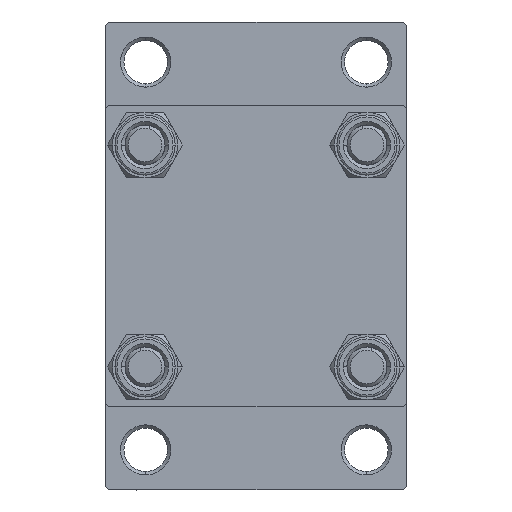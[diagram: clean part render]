
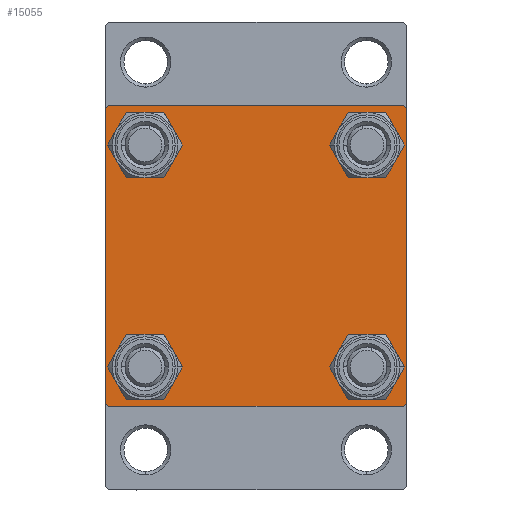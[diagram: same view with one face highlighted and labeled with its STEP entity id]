
A CAD part, left-side view. The second image highlights one B-rep face of the part: STEP entity #15055.
In plain terms, the highlighted planar face has unit normal (-1, 0, 0).
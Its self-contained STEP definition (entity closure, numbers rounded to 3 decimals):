
#164 = CIRCLE ( 'NONE', #27570, 3.5 ) ;
#491 = CIRCLE ( 'NONE', #13431, 3.5 ) ;
#909 = FACE_BOUND ( 'NONE', #7882, .T. ) ;
#1145 = FACE_BOUND ( 'NONE', #10253, .T. ) ;
#1907 = VECTOR ( 'NONE', #29038, 1000. ) ;
#2662 = VERTEX_POINT ( 'NONE', #18904 ) ;
#3086 = LINE ( 'NONE', #28124, #34713 ) ;
#3303 = DIRECTION ( 'NONE',  ( 0., 0., 1. ) ) ;
#3685 = DIRECTION ( 'NONE',  ( 1., 0., 0. ) ) ;
#4013 = AXIS2_PLACEMENT_3D ( 'NONE', #36899, #22813, #8532 ) ;
#4157 = CARTESIAN_POINT ( 'NONE',  ( 0., -22.5, 22. ) ) ;
#4303 = CARTESIAN_POINT ( 'NONE',  ( 0., 16.6, 16.6 ) ) ;
#5003 = CIRCLE ( 'NONE', #20977, 3.5 ) ;
#5746 = VECTOR ( 'NONE', #38815, 1000. ) ;
#7276 = LINE ( 'NONE', #36381, #20993 ) ;
#7291 = ORIENTED_EDGE ( 'NONE', *, *, #19323, .T. ) ;
#7882 = EDGE_LOOP ( 'NONE', ( #19520, #27209 ) ) ;
#8299 = FACE_BOUND ( 'NONE', #37453, .T. ) ;
#8532 = DIRECTION ( 'NONE',  ( 0., 0., 1. ) ) ;
#8915 = VERTEX_POINT ( 'NONE', #45988 ) ;
#9033 = ORIENTED_EDGE ( 'NONE', *, *, #10826, .F. ) ;
#9589 = CARTESIAN_POINT ( 'NONE',  ( 0., -16.6, -16.6 ) ) ;
#9730 = CARTESIAN_POINT ( 'NONE',  ( 0., 16.6, -16.6 ) ) ;
#9741 = ORIENTED_EDGE ( 'NONE', *, *, #23191, .T. ) ;
#10253 = EDGE_LOOP ( 'NONE', ( #30455, #15189 ) ) ;
#10693 = ORIENTED_EDGE ( 'NONE', *, *, #16534, .T. ) ;
#10815 = CARTESIAN_POINT ( 'NONE',  ( 0., 16.6, -16.6 ) ) ;
#10826 = EDGE_CURVE ( 'NONE', #43069, #45840, #22909, .T. ) ;
#11489 = ORIENTED_EDGE ( 'NONE', *, *, #40795, .T. ) ;
#11871 = LINE ( 'NONE', #32844, #1907 ) ;
#12910 = LINE ( 'NONE', #19584, #31698 ) ;
#12999 = DIRECTION ( 'NONE',  ( 1., 0., 0. ) ) ;
#13330 = DIRECTION ( 'NONE',  ( 1., 0., 0. ) ) ;
#13431 = AXIS2_PLACEMENT_3D ( 'NONE', #4303, #33386, #44341 ) ;
#13827 = DIRECTION ( 'NONE',  ( 1., 0., 0. ) ) ;
#14225 = DIRECTION ( 'NONE',  ( 0., -0.707, 0.707 ) ) ;
#14442 = DIRECTION ( 'NONE',  ( 0., 0., -1. ) ) ;
#15055 = ADVANCED_FACE ( 'NONE', ( #1145, #8299, #29264, #909, #29505 ), #22570, .T. ) ;
#15189 = ORIENTED_EDGE ( 'NONE', *, *, #26556, .T. ) ;
#15622 = CARTESIAN_POINT ( 'NONE',  ( 0., 16.6, 16.6 ) ) ;
#15666 = AXIS2_PLACEMENT_3D ( 'NONE', #10815, #35858, #43930 ) ;
#15844 = VERTEX_POINT ( 'NONE', #33570 ) ;
#16006 = DIRECTION ( 'NONE',  ( 0., -0.707, -0.707 ) ) ;
#16534 = EDGE_CURVE ( 'NONE', #2662, #28532, #43522, .T. ) ;
#16790 = EDGE_CURVE ( 'NONE', #28724, #32225, #164, .T. ) ;
#16885 = DIRECTION ( 'NONE',  ( 0., 0.707, -0.707 ) ) ;
#17117 = CIRCLE ( 'NONE', #24725, 3.5 ) ;
#17345 = VERTEX_POINT ( 'NONE', #31175 ) ;
#17761 = DIRECTION ( 'NONE',  ( 0., 0., 1. ) ) ;
#18575 = CARTESIAN_POINT ( 'NONE',  ( 0., -16.6, 13.1 ) ) ;
#18895 = LINE ( 'NONE', #46870, #23282 ) ;
#18904 = CARTESIAN_POINT ( 'NONE',  ( 0., 16.6, -13.1 ) ) ;
#19264 = AXIS2_PLACEMENT_3D ( 'NONE', #9589, #23624, #20052 ) ;
#19323 = EDGE_CURVE ( 'NONE', #8915, #17345, #27636, .T. ) ;
#19520 = ORIENTED_EDGE ( 'NONE', *, *, #42149, .T. ) ;
#19584 = CARTESIAN_POINT ( 'NONE',  ( 0., 22.25, -22.25 ) ) ;
#19810 = DIRECTION ( 'NONE',  ( 0., 0., -1. ) ) ;
#20052 = DIRECTION ( 'NONE',  ( 0., 0., 1. ) ) ;
#20965 = CARTESIAN_POINT ( 'NONE',  ( 0., -22.5, -22. ) ) ;
#20977 = AXIS2_PLACEMENT_3D ( 'NONE', #25137, #3685, #17761 ) ;
#20993 = VECTOR ( 'NONE', #14442, 1000. ) ;
#21361 = DIRECTION ( 'NONE',  ( 0., 0., 1. ) ) ;
#22570 = PLANE ( 'NONE',  #4013 ) ;
#22668 = CARTESIAN_POINT ( 'NONE',  ( 0., -22.5, 22.5 ) ) ;
#22813 = DIRECTION ( 'NONE',  ( -1., 0., 0. ) ) ;
#22909 = LINE ( 'NONE', #22668, #28958 ) ;
#23105 = CARTESIAN_POINT ( 'NONE',  ( 0., 16.6, 13.1 ) ) ;
#23158 = EDGE_CURVE ( 'NONE', #32919, #43647, #17117, .T. ) ;
#23191 = EDGE_CURVE ( 'NONE', #23845, #15844, #11871, .T. ) ;
#23282 = VECTOR ( 'NONE', #14225, 1000. ) ;
#23624 = DIRECTION ( 'NONE',  ( 1., 0., 0. ) ) ;
#23733 = ORIENTED_EDGE ( 'NONE', *, *, #45181, .T. ) ;
#23845 = VERTEX_POINT ( 'NONE', #45502 ) ;
#24253 = CARTESIAN_POINT ( 'NONE',  ( 0., -22.25, 22.25 ) ) ;
#24725 = AXIS2_PLACEMENT_3D ( 'NONE', #28572, #13330, #3303 ) ;
#24850 = CIRCLE ( 'NONE', #38586, 3.5 ) ;
#24945 = EDGE_CURVE ( 'NONE', #43069, #40560, #27840, .T. ) ;
#24967 = CARTESIAN_POINT ( 'NONE',  ( 0., 22.25, 22.25 ) ) ;
#25137 = CARTESIAN_POINT ( 'NONE',  ( 0., -16.6, 16.6 ) ) ;
#25943 = ORIENTED_EDGE ( 'NONE', *, *, #24945, .T. ) ;
#26401 = EDGE_CURVE ( 'NONE', #39123, #40560, #3086, .T. ) ;
#26556 = EDGE_CURVE ( 'NONE', #43647, #32919, #5003, .T. ) ;
#26857 = CARTESIAN_POINT ( 'NONE',  ( 0., 22., 22.5 ) ) ;
#27209 = ORIENTED_EDGE ( 'NONE', *, *, #16790, .T. ) ;
#27570 = AXIS2_PLACEMENT_3D ( 'NONE', #15622, #12999, #30175 ) ;
#27636 = CIRCLE ( 'NONE', #19264, 3.5 ) ;
#27840 = LINE ( 'NONE', #24253, #5746 ) ;
#28124 = CARTESIAN_POINT ( 'NONE',  ( 0., 22.5, 22.5 ) ) ;
#28376 = DIRECTION ( 'NONE',  ( 0., 0., 1. ) ) ;
#28532 = VERTEX_POINT ( 'NONE', #36777 ) ;
#28572 = CARTESIAN_POINT ( 'NONE',  ( 0., -16.6, 16.6 ) ) ;
#28724 = VERTEX_POINT ( 'NONE', #23105 ) ;
#28958 = VECTOR ( 'NONE', #19810, 1000. ) ;
#29038 = DIRECTION ( 'NONE',  ( 0., -1., 0. ) ) ;
#29055 = AXIS2_PLACEMENT_3D ( 'NONE', #9730, #43072, #21361 ) ;
#29159 = CARTESIAN_POINT ( 'NONE',  ( 0., 22.5, -22. ) ) ;
#29264 = FACE_BOUND ( 'NONE', #32657, .T. ) ;
#29505 = FACE_OUTER_BOUND ( 'NONE', #35283, .T. ) ;
#30175 = DIRECTION ( 'NONE',  ( 0., 0., 1. ) ) ;
#30455 = ORIENTED_EDGE ( 'NONE', *, *, #23158, .T. ) ;
#30550 = EDGE_CURVE ( 'NONE', #15844, #45840, #18895, .T. ) ;
#30872 = CIRCLE ( 'NONE', #15666, 3.5 ) ;
#31157 = CARTESIAN_POINT ( 'NONE',  ( 0., 16.6, 20.1 ) ) ;
#31175 = CARTESIAN_POINT ( 'NONE',  ( 0., -16.6, -20.1 ) ) ;
#31350 = CARTESIAN_POINT ( 'NONE',  ( 0., 22.5, 22. ) ) ;
#31695 = DIRECTION ( 'NONE',  ( 0., -1., 0. ) ) ;
#31698 = VECTOR ( 'NONE', #16006, 1000. ) ;
#32225 = VERTEX_POINT ( 'NONE', #31157 ) ;
#32395 = ORIENTED_EDGE ( 'NONE', *, *, #38879, .T. ) ;
#32657 = EDGE_LOOP ( 'NONE', ( #10693, #11489 ) ) ;
#32844 = CARTESIAN_POINT ( 'NONE',  ( 0., 22.5, -22.5 ) ) ;
#32919 = VERTEX_POINT ( 'NONE', #36211 ) ;
#33386 = DIRECTION ( 'NONE',  ( 1., 0., 0. ) ) ;
#33570 = CARTESIAN_POINT ( 'NONE',  ( 0., -22., -22.5 ) ) ;
#34713 = VECTOR ( 'NONE', #31695, 1000. ) ;
#34881 = VERTEX_POINT ( 'NONE', #29159 ) ;
#34988 = VECTOR ( 'NONE', #16885, 1000. ) ;
#35283 = EDGE_LOOP ( 'NONE', ( #23733, #45545, #9741, #46644, #9033, #25943, #39765, #32395 ) ) ;
#35541 = CARTESIAN_POINT ( 'NONE',  ( 0., -16.6, -16.6 ) ) ;
#35858 = DIRECTION ( 'NONE',  ( 1., 0., 0. ) ) ;
#36211 = CARTESIAN_POINT ( 'NONE',  ( 0., -16.6, 20.1 ) ) ;
#36381 = CARTESIAN_POINT ( 'NONE',  ( 0., 22.5, 22.5 ) ) ;
#36777 = CARTESIAN_POINT ( 'NONE',  ( 0., 16.6, -20.1 ) ) ;
#36899 = CARTESIAN_POINT ( 'NONE',  ( 0., 0., 0. ) ) ;
#37034 = VERTEX_POINT ( 'NONE', #31350 ) ;
#37068 = ORIENTED_EDGE ( 'NONE', *, *, #45857, .T. ) ;
#37076 = CARTESIAN_POINT ( 'NONE',  ( 0., -22., 22.5 ) ) ;
#37453 = EDGE_LOOP ( 'NONE', ( #7291, #37068 ) ) ;
#38586 = AXIS2_PLACEMENT_3D ( 'NONE', #35541, #13827, #28376 ) ;
#38815 = DIRECTION ( 'NONE',  ( 0., 0.707, 0.707 ) ) ;
#38879 = EDGE_CURVE ( 'NONE', #39123, #37034, #39290, .T. ) ;
#39123 = VERTEX_POINT ( 'NONE', #26857 ) ;
#39290 = LINE ( 'NONE', #24967, #34988 ) ;
#39765 = ORIENTED_EDGE ( 'NONE', *, *, #26401, .F. ) ;
#40560 = VERTEX_POINT ( 'NONE', #37076 ) ;
#40795 = EDGE_CURVE ( 'NONE', #28532, #2662, #30872, .T. ) ;
#42149 = EDGE_CURVE ( 'NONE', #32225, #28724, #491, .T. ) ;
#43069 = VERTEX_POINT ( 'NONE', #4157 ) ;
#43072 = DIRECTION ( 'NONE',  ( 1., 0., 0. ) ) ;
#43522 = CIRCLE ( 'NONE', #29055, 3.5 ) ;
#43647 = VERTEX_POINT ( 'NONE', #18575 ) ;
#43930 = DIRECTION ( 'NONE',  ( 0., 0., 1. ) ) ;
#44341 = DIRECTION ( 'NONE',  ( 0., 0., 1. ) ) ;
#45181 = EDGE_CURVE ( 'NONE', #37034, #34881, #7276, .T. ) ;
#45450 = EDGE_CURVE ( 'NONE', #34881, #23845, #12910, .T. ) ;
#45502 = CARTESIAN_POINT ( 'NONE',  ( 0., 22., -22.5 ) ) ;
#45545 = ORIENTED_EDGE ( 'NONE', *, *, #45450, .T. ) ;
#45840 = VERTEX_POINT ( 'NONE', #20965 ) ;
#45857 = EDGE_CURVE ( 'NONE', #17345, #8915, #24850, .T. ) ;
#45988 = CARTESIAN_POINT ( 'NONE',  ( 0., -16.6, -13.1 ) ) ;
#46644 = ORIENTED_EDGE ( 'NONE', *, *, #30550, .T. ) ;
#46870 = CARTESIAN_POINT ( 'NONE',  ( 0., -22.25, -22.25 ) ) ;
